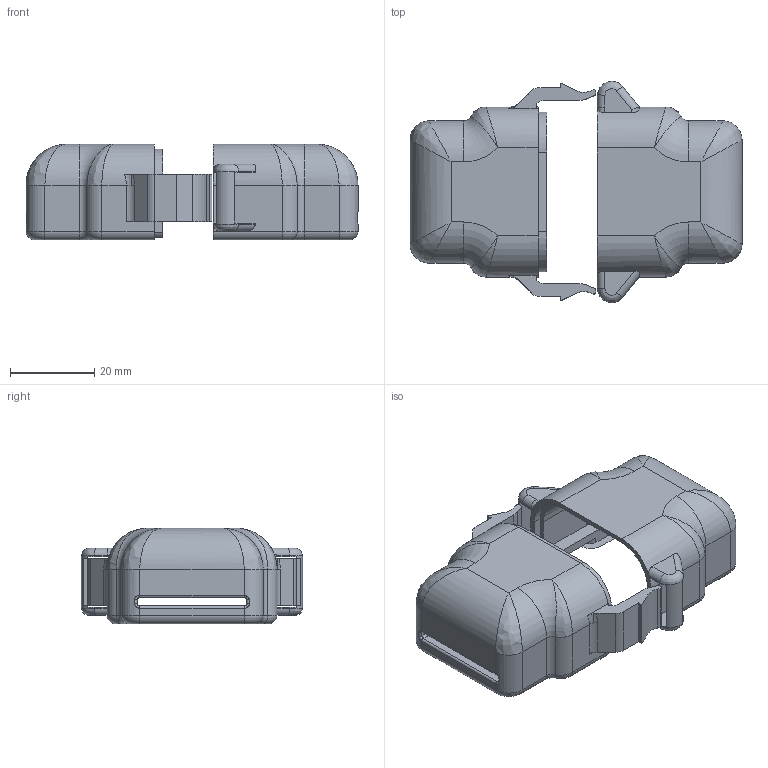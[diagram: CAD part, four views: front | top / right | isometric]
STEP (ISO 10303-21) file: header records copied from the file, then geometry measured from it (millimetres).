
FILE_DESCRIPTION(/* description */ (''),/* implementation_level */ '2;1');
FILE_NAME(/* name */ 'Emotibit_case_lastest_20190208.step',/* time_stamp */ '2019-02-08T08:03:19-05:00',/* author */ ('pingouin000'),/* organization */ (''),/* preprocessor_version */ 'ST-DEVELOPER v17.2',/* originating_system */ 'Autodesk Translation Framework v7.6.0.251',/* authorisation */ '');
FILE_SCHEMA (('AUTOMOTIVE_DESIGN { 1 0 10303 214 3 1 1 }'));
Length unit declared in the file: millimetre
Products named in the file (1): Emotibit_strapsv2
Bounding box: 78.94 x 52.59 x 22.75 mm (x, y, z)
Volume: 14864.2 mm3; surface area: 14741.8 mm2
Topology: 2 solids, 2 shells, 317 faces, 858 edges, 521 vertices
Faces by surface type: plane 126, cylinder 112, bspline 37, torus 30, cone 12
Entity records: 11202 total; most frequent: CARTESIAN_POINT 3296, ORIENTED_EDGE 1684, DIRECTION 1642, EDGE_CURVE 842, AXIS2_PLACEMENT_3D 585, VERTEX_POINT 521, LINE 472, VECTOR 472
